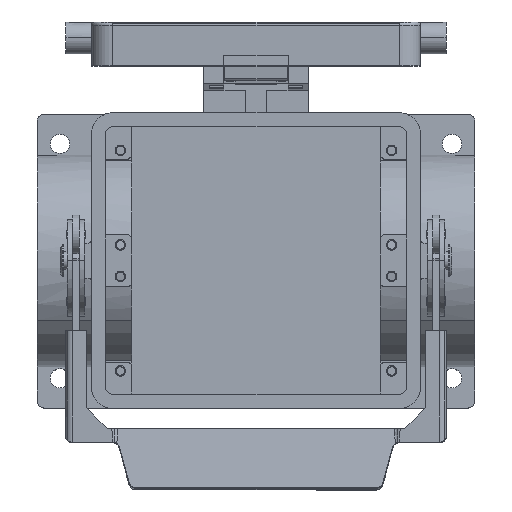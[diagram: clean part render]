
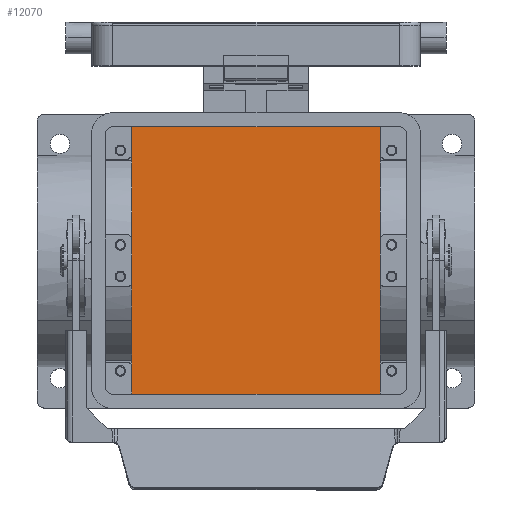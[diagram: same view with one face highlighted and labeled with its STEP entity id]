
A CAD part, top view. The second image highlights one B-rep face of the part: STEP entity #12070.
In plain terms, the highlighted planar face has unit normal (0, 0, 1).
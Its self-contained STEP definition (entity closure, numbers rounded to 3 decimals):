
#10416=CARTESIAN_POINT('',(-35.5,-39.0,-51.));
#10417=VERTEX_POINT('',#10416);
#10450=CARTESIAN_POINT('',(35.5,-39.0,-51.));
#10451=VERTEX_POINT('',#10450);
#10458=CARTESIAN_POINT('',(-35.5,-39.0,-51.));
#10459=DIRECTION('',(1.0,0.0,0.0));
#10460=VECTOR('',#10459,71.);
#10461=LINE('',#10458,#10460);
#10462=EDGE_CURVE('',#10417,#10451,#10461,.T.);
#10497=CARTESIAN_POINT('',(35.5,39.0,-51.));
#10498=VERTEX_POINT('',#10497);
#10531=CARTESIAN_POINT('',(-35.5,39.,-51.));
#10532=VERTEX_POINT('',#10531);
#10539=CARTESIAN_POINT('',(35.5,39.0,-51.));
#10540=DIRECTION('',(-1.0,0.0,0.0));
#10541=VECTOR('',#10540,71.);
#10542=LINE('',#10539,#10541);
#10543=EDGE_CURVE('',#10498,#10532,#10542,.T.);
#10749=CARTESIAN_POINT('',(35.5,-39.0,-51.));
#10750=DIRECTION('',(0.0,1.0,0.0));
#10751=VECTOR('',#10750,78.0);
#10752=LINE('',#10749,#10751);
#10753=EDGE_CURVE('',#10451,#10498,#10752,.T.);
#12054=CARTESIAN_POINT('',(0.0,0.,-51.));
#12055=DIRECTION('',(0.0,0.0,1.0));
#12056=DIRECTION('',(1.0,0.0,0.0));
#12057=AXIS2_PLACEMENT_3D('',#12054,#12055,#12056);
#12058=PLANE('',#12057);
#12059=CARTESIAN_POINT('',(-35.5,39.,-51.));
#12060=DIRECTION('',(0.0,-1.0,0.0));
#12061=VECTOR('',#12060,78.0);
#12062=LINE('',#12059,#12061);
#12063=EDGE_CURVE('',#10532,#10417,#12062,.T.);
#12064=ORIENTED_EDGE('',*,*,#12063,.T.);
#12065=ORIENTED_EDGE('',*,*,#10462,.T.);
#12066=ORIENTED_EDGE('',*,*,#10753,.T.);
#12067=ORIENTED_EDGE('',*,*,#10543,.T.);
#12068=EDGE_LOOP('',(#12064,#12065,#12066,#12067));
#12069=FACE_OUTER_BOUND('',#12068,.T.);
#12070=ADVANCED_FACE('',(#12069),#12058,.T.);
